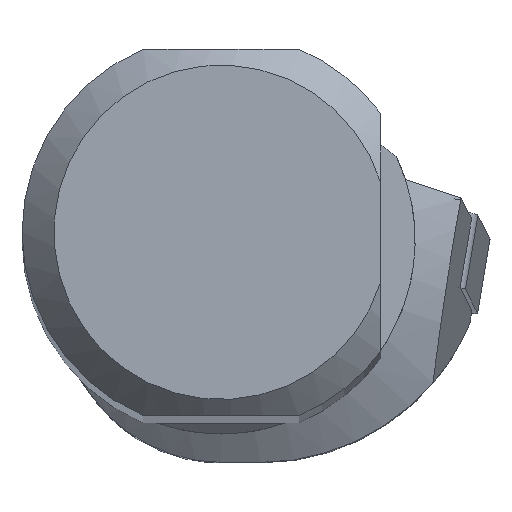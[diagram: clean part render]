
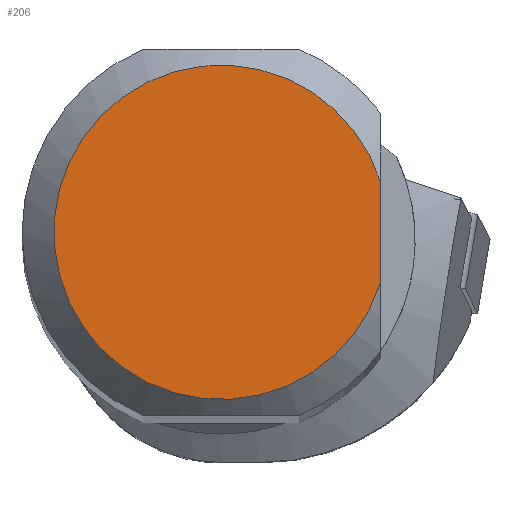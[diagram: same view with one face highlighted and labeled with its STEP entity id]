
A CAD part, top view. The second image highlights one B-rep face of the part: STEP entity #206.
In plain terms, the highlighted planar face has unit normal (0, 0, 1).
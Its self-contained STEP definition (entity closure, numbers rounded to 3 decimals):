
#160=FACE_OUTER_BOUND('',#404,.T.);
#206=ADVANCED_FACE('CU_SU_BP3',(#160),#238,.F.);
#238=PLANE('',#1080);
#288=LINE('',#1689,#345);
#345=VECTOR('',#1270,1.);
#404=EDGE_LOOP('',(#598,#599));
#598=ORIENTED_EDGE('',*,*,#864,.T.);
#599=ORIENTED_EDGE('',*,*,#855,.T.);
#747=VERTEX_POINT('',#1688);
#748=VERTEX_POINT('',#1690);
#855=EDGE_CURVE('',#748,#747,#288,.T.);
#864=EDGE_CURVE('',#747,#748,#913,.T.);
#913=CIRCLE('',#1073,10.491);
#1073=AXIS2_PLACEMENT_3D('',#1712,#1287,#1288);
#1080=AXIS2_PLACEMENT_3D('',#1732,#1302,#1303);
#1270=DIRECTION('',(0.,1.,0.));
#1287=DIRECTION('',(0.,0.,1.));
#1288=DIRECTION('',(-0.986,0.164,0.));
#1302=DIRECTION('',(0.,0.,-1.));
#1303=DIRECTION('',(-0.986,0.164,0.));
#1688=CARTESIAN_POINT('',(10.009,3.145,0.));
#1689=CARTESIAN_POINT('',(10.009,-11.5,0.));
#1690=CARTESIAN_POINT('',(10.009,-3.145,0.));
#1712=CARTESIAN_POINT('',(0.,0.,
0.));
#1732=CARTESIAN_POINT('',(-12.491,0.,0.));
